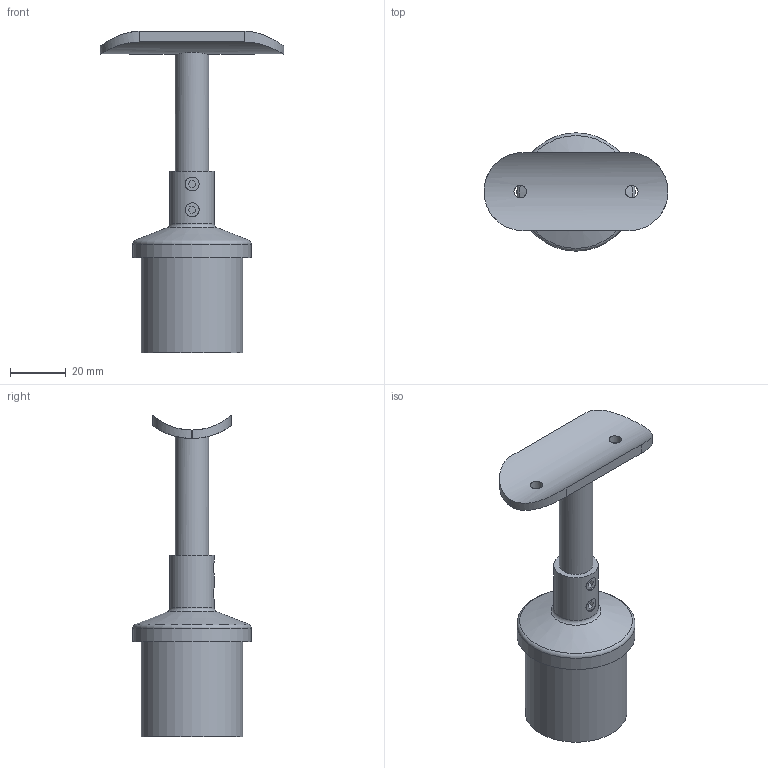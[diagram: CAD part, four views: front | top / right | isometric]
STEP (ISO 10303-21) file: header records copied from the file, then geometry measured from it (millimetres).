
FILE_DESCRIPTION(/* description */ (''),/* implementation_level */ '2;1');
FILE_NAME(/* name */ '1903_Cosch_Edelstahltechnik.stp',/* time_stamp */ '2019-01-11T21:19:04+01:00',/* author */ (''),/* organization */ (''),/* preprocessor_version */ 'ST-DEVELOPER v16',/* originating_system */ 'SIEMENS PLM Software NX 11.0',/* authorisation */ '');
FILE_SCHEMA (('AUTOMOTIVE_DESIGN { 1 0 10303 214 3 1 1 1 }'));
Length unit declared in the file: millimetre
Products named in the file (1): Goge26F8514D6hks
Bounding box: 66 x 42.4 x 115.28 mm (x, y, z)
Volume: 33104.6 mm3; surface area: 17578.4 mm2
Topology: 1 solids, 1 shells, 42 faces, 125 edges, 118 vertices
Faces by surface type: plane 24, cylinder 15, torus 2, cone 1
Full cylindrical faces by diameter (mm): 4.5 x2, 5 x2, 12 x1, 16 x1, 33.4 x1, 36.4 x1, 42.4 x1
Entity records: 1950 total; most frequent: CARTESIAN_POINT 819, DIRECTION 197, ORIENTED_EDGE 160, EDGE_CURVE 80, LINE 69, VECTOR 69, EDGE_LOOP 66, AXIS2_PLACEMENT_3D 64
